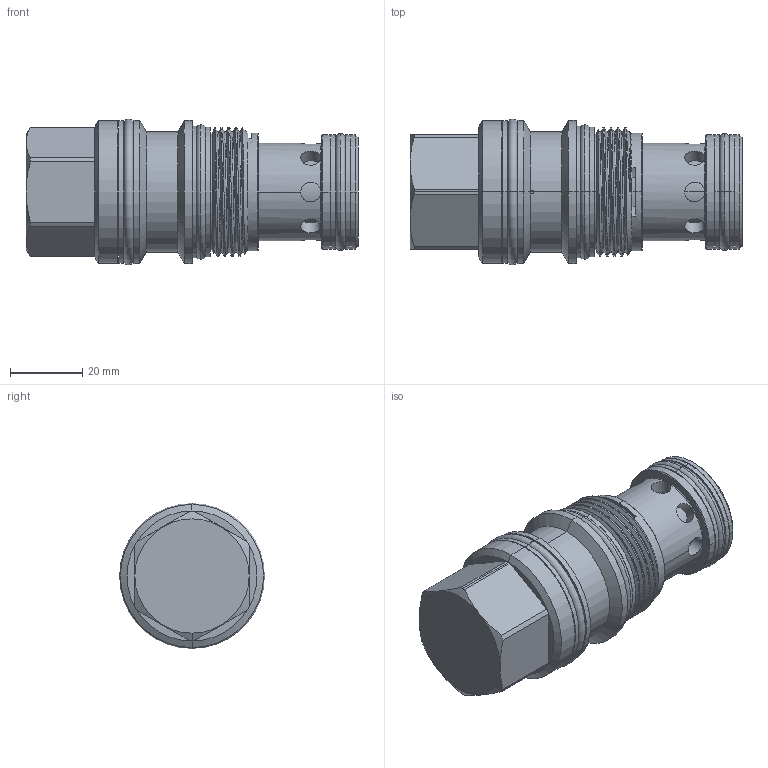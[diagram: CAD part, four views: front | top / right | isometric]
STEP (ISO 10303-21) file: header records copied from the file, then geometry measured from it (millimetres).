
FILE_DESCRIPTION (( 'STEP AP203' ), '1' );
FILE_NAME ('LR17A30-N.STEP', '2016-06-06T05:47:35', ( '' ), ( '' ), 'SwSTEP 2.0', 'SolidWorks 2012', '' );
FILE_SCHEMA (( 'CONFIG_CONTROL_DESIGN' ));
Length unit declared in the file: millimetre
Products named in the file (1): LR17A30-N
Bounding box: 92.04 x 40.39 x 40.39 mm (x, y, z)
Volume: 77147.4 mm3; surface area: 20677.7 mm2
Topology: 6 solids, 6 shells, 166 faces, 365 edges, 227 vertices
Faces by surface type: cylinder 93, plane 30, cone 28, torus 12, bspline 3
Entity records: 6549 total; most frequent: CARTESIAN_POINT 2848, DIRECTION 779, ORIENTED_EDGE 730, EDGE_CURVE 365, AXIS2_PLACEMENT_3D 328, VERTEX_POINT 227, EDGE_LOOP 192, ADVANCED_FACE 166
